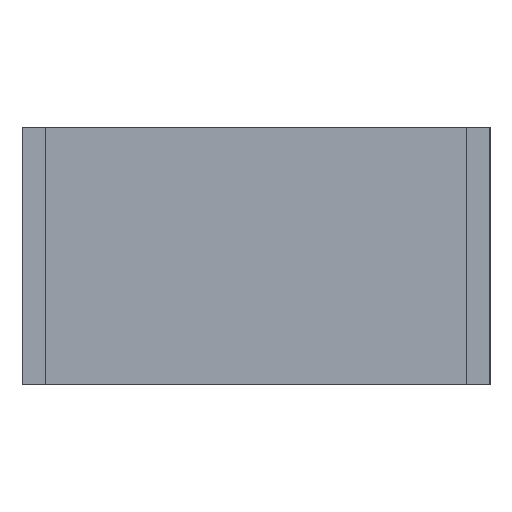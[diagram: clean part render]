
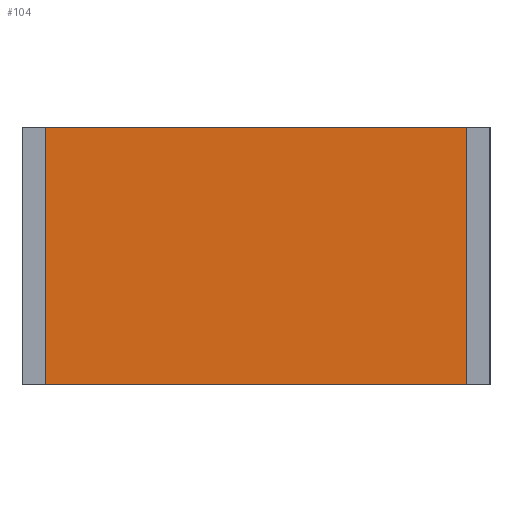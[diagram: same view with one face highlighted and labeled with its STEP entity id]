
A CAD part, left-side view. The second image highlights one B-rep face of the part: STEP entity #104.
In plain terms, the highlighted planar face has unit normal (-1, 0, 0).
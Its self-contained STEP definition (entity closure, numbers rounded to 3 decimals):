
#104 = ADVANCED_FACE ( 'NONE', ( #303 ), #1172, .T. ) ;
#153 = DIRECTION ( 'NONE',  ( -1., 0., 0. ) ) ;
#205 = EDGE_CURVE ( 'NONE', #1644, #1369, #999, .T. ) ;
#209 = VERTEX_POINT ( 'NONE', #690 ) ;
#251 = VECTOR ( 'NONE', #585, 1000. ) ;
#290 = DIRECTION ( 'NONE',  ( 0., 1., 0. ) ) ;
#293 = DIRECTION ( 'NONE',  ( 0., -1., 0. ) ) ;
#303 = FACE_OUTER_BOUND ( 'NONE', #669, .T. ) ;
#322 = VERTEX_POINT ( 'NONE', #1511 ) ;
#327 = EDGE_CURVE ( 'NONE', #322, #1369, #1645, .T. ) ;
#400 = CARTESIAN_POINT ( 'NONE',  ( -86.959, -28.737, 38.897 ) ) ;
#446 = CARTESIAN_POINT ( 'NONE',  ( -86.959, -46.737, 16.897 ) ) ;
#459 = DIRECTION ( 'NONE',  ( 0., 0., -1. ) ) ;
#461 = LINE ( 'NONE', #400, #824 ) ;
#566 = DIRECTION ( 'NONE',  ( 0., 0., -1. ) ) ;
#585 = DIRECTION ( 'NONE',  ( 0., -1., 0. ) ) ;
#629 = AXIS2_PLACEMENT_3D ( 'NONE', #1178, #153, #293 ) ;
#664 = EDGE_CURVE ( 'NONE', #209, #322, #1335, .T. ) ;
#669 = EDGE_LOOP ( 'NONE', ( #1054, #971, #1620, #1198 ) ) ;
#690 = CARTESIAN_POINT ( 'NONE',  ( -86.959, -10.737, 38.897 ) ) ;
#697 = VECTOR ( 'NONE', #566, 1000. ) ;
#824 = VECTOR ( 'NONE', #290, 1000. ) ;
#971 = ORIENTED_EDGE ( 'NONE', *, *, #664, .T. ) ;
#999 = LINE ( 'NONE', #1490, #697 ) ;
#1019 = CARTESIAN_POINT ( 'NONE',  ( -86.959, -46.737, 38.897 ) ) ;
#1054 = ORIENTED_EDGE ( 'NONE', *, *, #1122, .T. ) ;
#1079 = VECTOR ( 'NONE', #459, 1000. ) ;
#1087 = CARTESIAN_POINT ( 'NONE',  ( -86.959, -10.737, 27.897 ) ) ;
#1122 = EDGE_CURVE ( 'NONE', #1644, #209, #461, .T. ) ;
#1172 = PLANE ( 'NONE',  #629 ) ;
#1178 = CARTESIAN_POINT ( 'NONE',  ( -86.959, -10.737, 16.897 ) ) ;
#1198 = ORIENTED_EDGE ( 'NONE', *, *, #205, .F. ) ;
#1335 = LINE ( 'NONE', #1087, #1079 ) ;
#1369 = VERTEX_POINT ( 'NONE', #446 ) ;
#1490 = CARTESIAN_POINT ( 'NONE',  ( -86.959, -46.737, 27.897 ) ) ;
#1511 = CARTESIAN_POINT ( 'NONE',  ( -86.959, -10.737, 16.897 ) ) ;
#1620 = ORIENTED_EDGE ( 'NONE', *, *, #327, .T. ) ;
#1631 = CARTESIAN_POINT ( 'NONE',  ( -86.959, -28.737, 16.897 ) ) ;
#1644 = VERTEX_POINT ( 'NONE', #1019 ) ;
#1645 = LINE ( 'NONE', #1631, #251 ) ;
